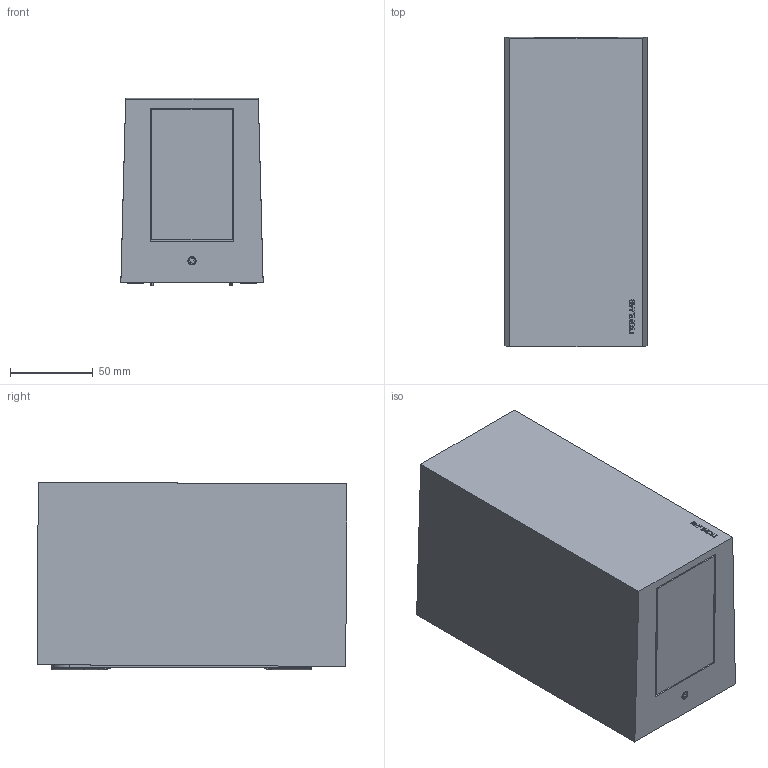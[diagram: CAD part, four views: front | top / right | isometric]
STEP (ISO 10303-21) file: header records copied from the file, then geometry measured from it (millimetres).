
FILE_DESCRIPTION (( 'STEP AP203' ), '1' );
FILE_NAME ('Lillehammer 1585.STEP', '2021-08-24T09:22:56', ( '' ), ( '' ), 'SwSTEP 2.0', 'SolidWorks 2020', '' );
FILE_SCHEMA (( 'CONFIG_CONTROL_DESIGN' ));
Length unit declared in the file: millimetre
Products named in the file (8): W4_SZYBKA_M90_rs_Z ramka; M90W5_KORPUS_rs_W5obr; M90W5_MOC KORPUSU KOM_rs_W4; M90W5_KORPUS kom_rs_W5 Socz-szyb; Wkr docisk b 豚a M5x_rs_M5 x 12; Wkr docisk b 豚a M5x_rs_M5 x 14; Lillehammer 1585; M90W5_MOCOWANIE KORPUSU_rs_W5 obr
Assembly tree (8 placements, depth 3):
  Lillehammer 1585
    M90W5_MOC KORPUSU KOM_rs_W4
      M90W5_MOCOWANIE KORPUSU_rs_W5 obr
    M90W5_KORPUS kom_rs_W5 Socz-szyb
      M90W5_KORPUS_rs_W5obr
      W4_SZYBKA_M90_rs_Z ramka  x2
    Wkr docisk b 豚a M5x_rs_M5 x 14
    Wkr docisk b 豚a M5x_rs_M5 x 12
Bounding box: 85.76 x 186.59 x 113.03 mm (x, y, z)
Volume: 556644 mm3; surface area: 223979.1 mm2
Topology: 6 solids, 6 shells, 1121 faces, 2680 edges, 1577 vertices
Faces by surface type: plane 370, cylinder 305, bspline 225, cone 85, torus 68, sphere 68
Entity records: 37642 total; most frequent: CARTESIAN_POINT 13089, ORIENTED_EDGE 5238, DIRECTION 4587, EDGE_CURVE 2619, AXIS2_PLACEMENT_3D 1647, VERTEX_POINT 1561, LINE 1293, VECTOR 1293
